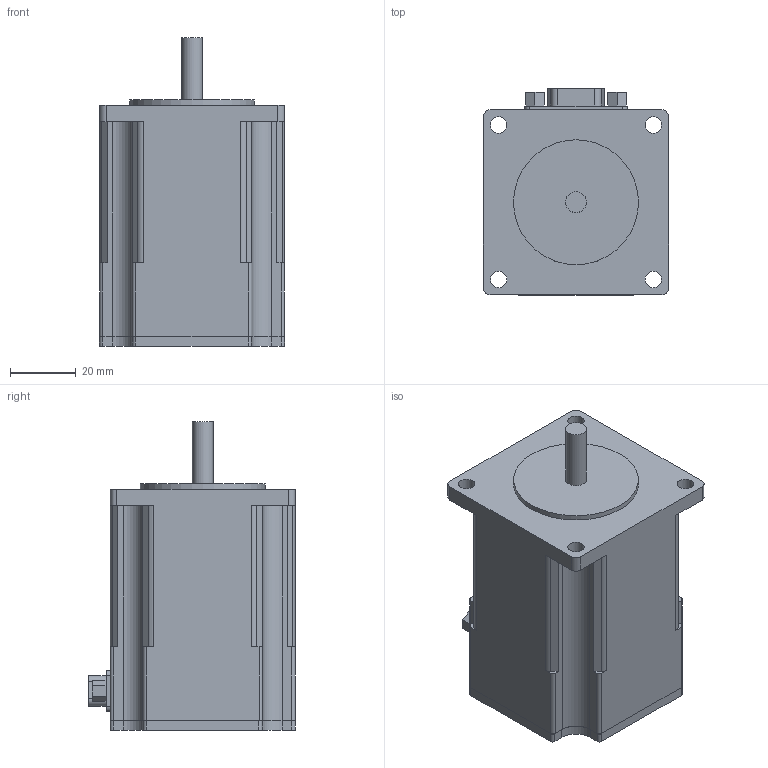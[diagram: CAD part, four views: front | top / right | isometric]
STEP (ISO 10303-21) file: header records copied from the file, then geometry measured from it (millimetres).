
FILE_DESCRIPTION(/* description */ ('STEP AP214'),/* implementation_level */ '2;1');
FILE_NAME(/* name */ '1370474_EMMS-ST-57-S-S-G2',/* time_stamp */ '2024-08-28T00:25:34+02:00',/* author */ ('License CC BY-ND 4.0'),/* organization */ ('CADENAS'),/* preprocessor_version */ 'ST-DEVELOPER v19.3',/* originating_system */ 'PARTsolutions',/* authorisation */ ' ');
FILE_SCHEMA (('AUTOMOTIVE_DESIGN {1 0 10303 214 3 1 1}'));
Length unit declared in the file: millimetre
Products named in the file (1): 1370474 EMMS-ST-57-S-S-G2
Bounding box: 56.4 x 62.9 x 94.1 mm (x, y, z)
Volume: 210220.2 mm3; surface area: 23365.2 mm2
Topology: 1 solids, 1 shells, 162 faces, 426 edges, 285 vertices
Faces by surface type: plane 97, cylinder 65
Full cylindrical faces by diameter (mm): 1 x9, 2.5 x2, 5 x4, 6.35 x1, 38.1 x1
Entity records: 6034 total; most frequent: CARTESIAN_POINT 903, DIRECTION 826, ORIENTED_EDGE 796, EDGE_CURVE 398, AXIS2_PLACEMENT_3D 285, VERTEX_POINT 274, LINE 256, VECTOR 256
